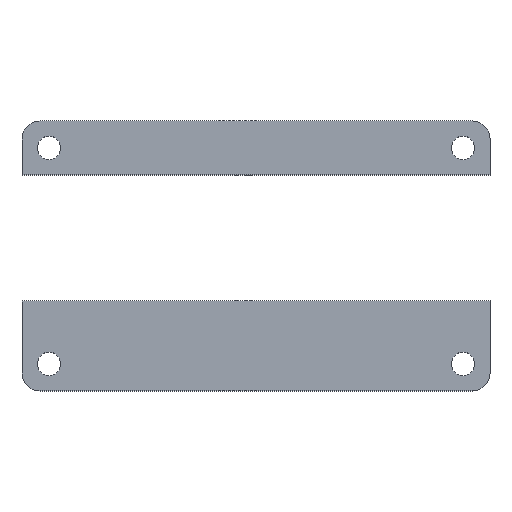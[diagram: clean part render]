
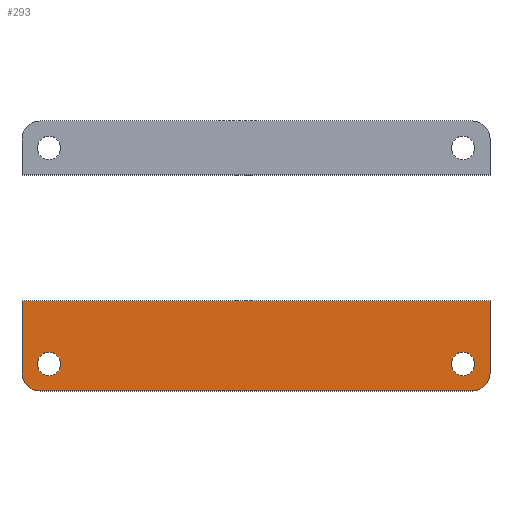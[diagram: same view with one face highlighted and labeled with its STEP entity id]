
A CAD part, top view. The second image highlights one B-rep face of the part: STEP entity #293.
In plain terms, the highlighted planar face has unit normal (0, 0, 1).
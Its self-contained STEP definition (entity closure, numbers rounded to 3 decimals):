
#24 = VERTEX_POINT('',#25);
#25 = CARTESIAN_POINT('',(0.,2.54,1.));
#31 = EDGE_CURVE('',#24,#32,#34,.T.);
#32 = VERTEX_POINT('',#33);
#33 = CARTESIAN_POINT('',(2.54,0.,1.));
#34 = CIRCLE('',#35,2.54);
#35 = AXIS2_PLACEMENT_3D('',#36,#37,#38);
#36 = CARTESIAN_POINT('',(2.54,2.54,1.));
#37 = DIRECTION('',(0.,0.,1.));
#38 = DIRECTION('',(1.,0.,0.));
#66 = VERTEX_POINT('',#67);
#67 = CARTESIAN_POINT('',(63.5,0.,1.));
#73 = EDGE_CURVE('',#66,#32,#74,.T.);
#74 = LINE('',#75,#76);
#75 = CARTESIAN_POINT('',(63.5,0.,1.));
#76 = VECTOR('',#77,1.);
#77 = DIRECTION('',(-1.,0.,0.));
#95 = EDGE_CURVE('',#66,#96,#98,.T.);
#96 = VERTEX_POINT('',#97);
#97 = CARTESIAN_POINT('',(66.04,2.54,1.));
#98 = CIRCLE('',#99,2.54);
#99 = AXIS2_PLACEMENT_3D('',#100,#101,#102);
#100 = CARTESIAN_POINT('',(63.5,2.54,1.));
#101 = DIRECTION('',(0.,0.,1.));
#102 = DIRECTION('',(1.,0.,0.));
#128 = EDGE_CURVE('',#96,#129,#131,.T.);
#129 = VERTEX_POINT('',#130);
#130 = CARTESIAN_POINT('',(66.04,12.7,1.));
#131 = LINE('',#132,#133);
#132 = CARTESIAN_POINT('',(66.04,2.54,1.));
#133 = VECTOR('',#134,1.);
#134 = DIRECTION('',(0.,1.,0.));
#159 = EDGE_CURVE('',#129,#160,#162,.T.);
#160 = VERTEX_POINT('',#161);
#161 = CARTESIAN_POINT('',(0.,12.7,1.));
#162 = LINE('',#163,#164);
#163 = CARTESIAN_POINT('',(66.04,12.7,1.));
#164 = VECTOR('',#165,1.);
#165 = DIRECTION('',(-1.,0.,0.));
#190 = EDGE_CURVE('',#160,#24,#191,.T.);
#191 = LINE('',#192,#193);
#192 = CARTESIAN_POINT('',(0.,12.7,1.));
#193 = VECTOR('',#194,1.);
#194 = DIRECTION('',(0.,-1.,0.));
#214 = VERTEX_POINT('',#215);
#215 = CARTESIAN_POINT('',(63.881,3.81,1.));
#221 = EDGE_CURVE('',#214,#214,#222,.T.);
#222 = CIRCLE('',#223,1.651);
#223 = AXIS2_PLACEMENT_3D('',#224,#225,#226);
#224 = CARTESIAN_POINT('',(62.23,3.81,1.));
#225 = DIRECTION('',(0.,0.,1.));
#226 = DIRECTION('',(1.,0.,0.));
#247 = VERTEX_POINT('',#248);
#248 = CARTESIAN_POINT('',(5.461,3.81,1.));
#254 = EDGE_CURVE('',#247,#247,#255,.T.);
#255 = CIRCLE('',#256,1.651);
#256 = AXIS2_PLACEMENT_3D('',#257,#258,#259);
#257 = CARTESIAN_POINT('',(3.81,3.81,1.));
#258 = DIRECTION('',(0.,0.,1.));
#259 = DIRECTION('',(1.,0.,0.));
#293 = ADVANCED_FACE('',(#294,#302,#305),#308,.T.);
#294 = FACE_BOUND('',#295,.T.);
#295 = EDGE_LOOP('',(#296,#297,#298,#299,#300,#301));
#296 = ORIENTED_EDGE('',*,*,#31,.T.);
#297 = ORIENTED_EDGE('',*,*,#73,.F.);
#298 = ORIENTED_EDGE('',*,*,#95,.T.);
#299 = ORIENTED_EDGE('',*,*,#128,.T.);
#300 = ORIENTED_EDGE('',*,*,#159,.T.);
#301 = ORIENTED_EDGE('',*,*,#190,.T.);
#302 = FACE_BOUND('',#303,.F.);
#303 = EDGE_LOOP('',(#304));
#304 = ORIENTED_EDGE('',*,*,#221,.T.);
#305 = FACE_BOUND('',#306,.F.);
#306 = EDGE_LOOP('',(#307));
#307 = ORIENTED_EDGE('',*,*,#254,.T.);
#308 = PLANE('',#309);
#309 = AXIS2_PLACEMENT_3D('',#310,#311,#312);
#310 = CARTESIAN_POINT('',(33.02,19.783,1.));
#311 = DIRECTION('',(0.,0.,1.));
#312 = DIRECTION('',(1.,0.,0.));
